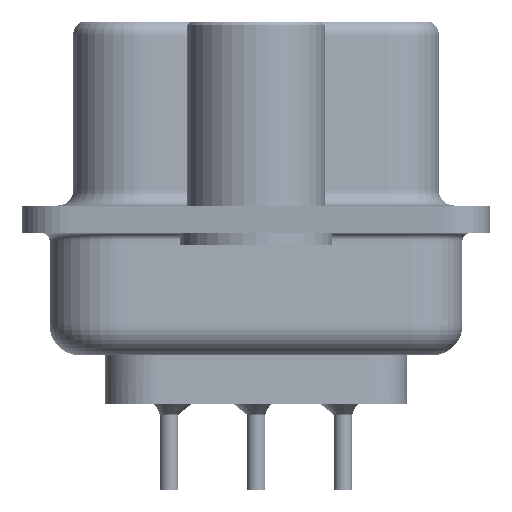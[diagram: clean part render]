
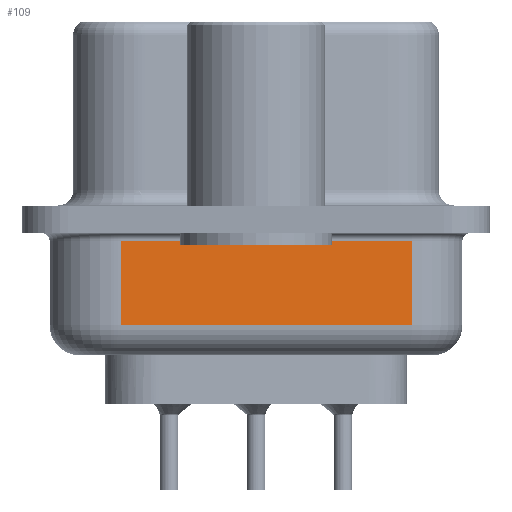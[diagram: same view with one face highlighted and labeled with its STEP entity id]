
A CAD part, left-side view. The second image highlights one B-rep face of the part: STEP entity #109.
In plain terms, the highlighted planar face has unit normal (-0.985, -0.174, 0).
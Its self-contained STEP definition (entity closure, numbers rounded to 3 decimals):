
#101 = ORIENTED_EDGE ( 'NONE', *, *, #19088, .T. ) ;
#109 = ADVANCED_FACE ( 'NONE', ( #9443 ), #12094, .F. ) ;
#953 = CARTESIAN_POINT ( 'NONE',  ( 2.93, 4.403, -4.45 ) ) ;
#1031 = VERTEX_POINT ( 'NONE', #13994 ) ;
#1792 = VERTEX_POINT ( 'NONE', #25658 ) ;
#3675 = EDGE_CURVE ( 'NONE', #1792, #1031, #8748, .T. ) ;
#3884 = ORIENTED_EDGE ( 'NONE', *, *, #3675, .F. ) ;
#4855 = ORIENTED_EDGE ( 'NONE', *, *, #33677, .T. ) ;
#7308 = DIRECTION ( 'NONE',  ( 0.985, 0.174, 0. ) ) ;
#8748 = LINE ( 'NONE', #953, #22784 ) ;
#9271 = VECTOR ( 'NONE', #10248, 1000. ) ;
#9443 = FACE_OUTER_BOUND ( 'NONE', #11015, .T. ) ;
#9803 = VECTOR ( 'NONE', #30871, 1000. ) ;
#10223 = VERTEX_POINT ( 'NONE', #34013 ) ;
#10248 = DIRECTION ( 'NONE',  ( 0.174, -0.985, 0. ) ) ;
#11015 = EDGE_LOOP ( 'NONE', ( #3884, #14234, #4855, #101 ) ) ;
#11336 = CARTESIAN_POINT ( 'NONE',  ( 4.605, -5.097, -4.45 ) ) ;
#11963 = LINE ( 'NONE', #18485, #9271 ) ;
#12094 = PLANE ( 'NONE',  #31284 ) ;
#13905 = VECTOR ( 'NONE', #22324, 1000. ) ;
#13994 = CARTESIAN_POINT ( 'NONE',  ( 2.93, 4.403, -0.7 ) ) ;
#14234 = ORIENTED_EDGE ( 'NONE', *, *, #23215, .T. ) ;
#17290 = LINE ( 'NONE', #11336, #9803 ) ;
#18485 = CARTESIAN_POINT ( 'NONE',  ( 2.93, 4.403, -3.45 ) ) ;
#19088 = EDGE_CURVE ( 'NONE', #10223, #1031, #23077, .T. ) ;
#21320 = CARTESIAN_POINT ( 'NONE',  ( 2.93, 4.403, -4.45 ) ) ;
#21414 = CARTESIAN_POINT ( 'NONE',  ( 4.605, -5.097, -3.45 ) ) ;
#22324 = DIRECTION ( 'NONE',  ( -0.174, 0.985, 0. ) ) ;
#22784 = VECTOR ( 'NONE', #27041, 1000. ) ;
#23077 = LINE ( 'NONE', #33371, #13905 ) ;
#23215 = EDGE_CURVE ( 'NONE', #1792, #32633, #11963, .T. ) ;
#25658 = CARTESIAN_POINT ( 'NONE',  ( 2.93, 4.403, -3.45 ) ) ;
#26958 = DIRECTION ( 'NONE',  ( -0.174, 0.985, 0. ) ) ;
#27041 = DIRECTION ( 'NONE',  ( 0., 0., 1. ) ) ;
#30871 = DIRECTION ( 'NONE',  ( 0., 0., 1. ) ) ;
#31284 = AXIS2_PLACEMENT_3D ( 'NONE', #21320, #7308, #26958 ) ;
#32633 = VERTEX_POINT ( 'NONE', #21414 ) ;
#33371 = CARTESIAN_POINT ( 'NONE',  ( 2.93, 4.403, -0.7 ) ) ;
#33677 = EDGE_CURVE ( 'NONE', #32633, #10223, #17290, .T. ) ;
#34013 = CARTESIAN_POINT ( 'NONE',  ( 4.605, -5.097, -0.7 ) ) ;
